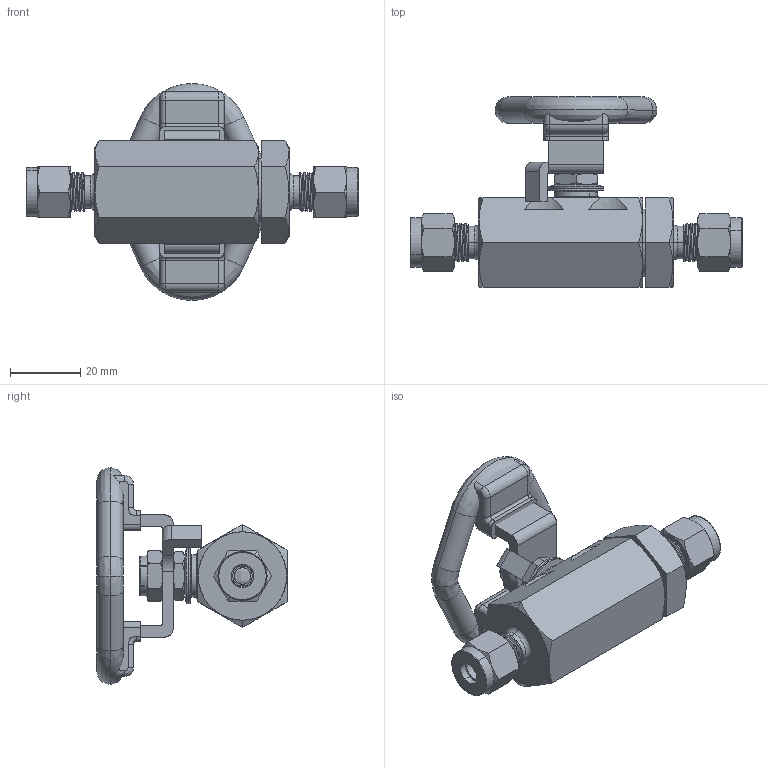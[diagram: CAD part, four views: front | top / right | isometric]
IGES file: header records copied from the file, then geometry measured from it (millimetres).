
Start section: SolidWorks IGES file using analytic representation for surfaces
Global section: file name: 8204XXC4R.IGS; native system: SolidWorks 2017; preprocessor: SolidWorks 2017; author: ryanm; date: 180312.092607; units: inch
Bounding box: 94.45 x 54.13 x 61.72 mm (x, y, z)
Surface area: 27996.5 mm2 (no closed solid volume)
Topology: 0 solids, 0 shells, 645 faces, 9464 edges, 9463 vertices
Faces by surface type: revolution 357, bspline 288
